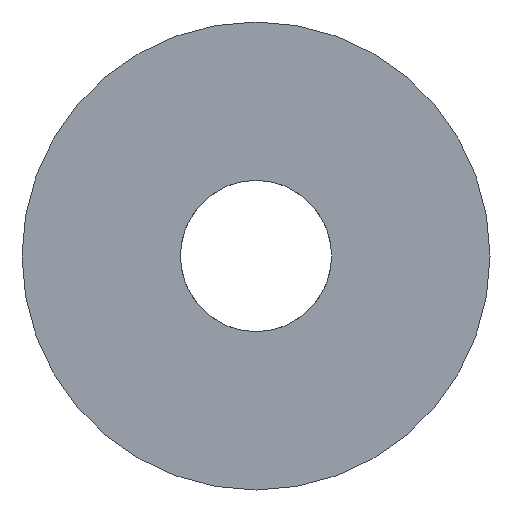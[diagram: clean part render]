
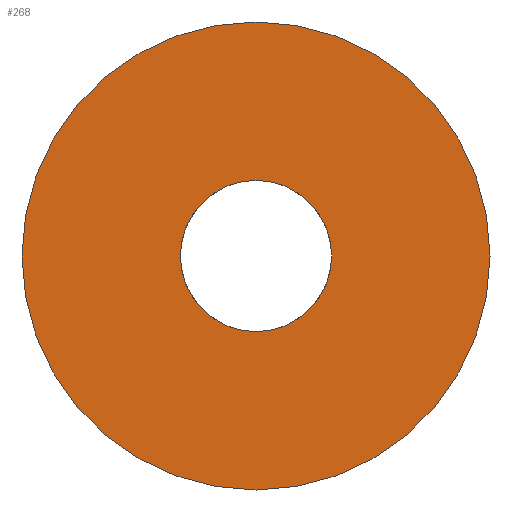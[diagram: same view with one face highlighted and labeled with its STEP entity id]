
A CAD part, front view. The second image highlights one B-rep face of the part: STEP entity #268.
In plain terms, the highlighted planar face has unit normal (0, -1, 0).
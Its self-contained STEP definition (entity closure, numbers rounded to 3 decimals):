
#21=PLANE('',#304);
#35=CIRCLE('',#298,21.);
#40=CIRCLE('',#305,65.);
#66=ORIENTED_EDGE('',*,*,#130,.T.);
#67=ORIENTED_EDGE('',*,*,#118,.F.);
#118=EDGE_CURVE('',#151,#151,#35,.T.);
#130=EDGE_CURVE('',#161,#161,#40,.T.);
#151=VERTEX_POINT('',#435);
#161=VERTEX_POINT('',#469);
#209=EDGE_LOOP('',(#66));
#210=EDGE_LOOP('',(#67));
#237=FACE_BOUND('',#209,.T.);
#238=FACE_BOUND('',#210,.T.);
#268=ADVANCED_FACE('',(#237,#238),#21,.T.);
#298=AXIS2_PLACEMENT_3D('',#434,#335,#336);
#304=AXIS2_PLACEMENT_3D('',#467,#353,#354);
#305=AXIS2_PLACEMENT_3D('',#468,#355,#356);
#335=DIRECTION('',(0.,-1.,0.));
#336=DIRECTION('',(0.,0.,-1.));
#353=DIRECTION('',(0.,-1.,0.));
#354=DIRECTION('',(0.,0.,-1.));
#355=DIRECTION('',(0.,-1.,0.));
#356=DIRECTION('',(0.,0.,-1.));
#434=CARTESIAN_POINT('',(0.,-30.556,0.));
#435=CARTESIAN_POINT('',(0.,-30.556,-21.));
#467=CARTESIAN_POINT('',(0.,-30.556,21.));
#468=CARTESIAN_POINT('',(0.,-30.556,0.));
#469=CARTESIAN_POINT('',(0.,-30.556,-65.));
